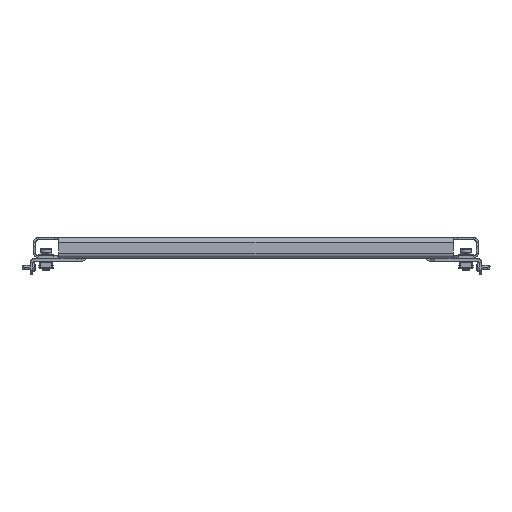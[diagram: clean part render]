
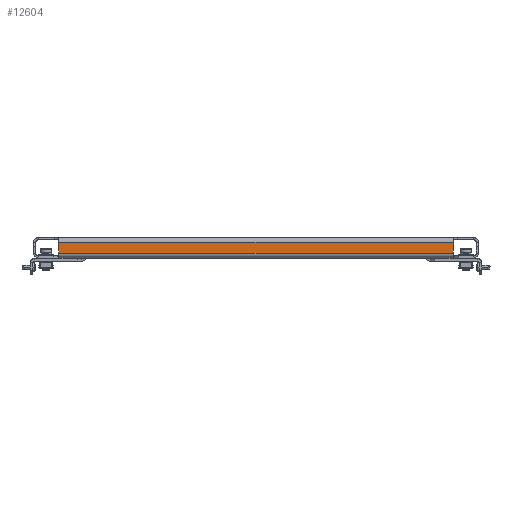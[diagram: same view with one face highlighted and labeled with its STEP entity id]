
A CAD part, front view. The second image highlights one B-rep face of the part: STEP entity #12604.
In plain terms, the highlighted planar face has unit normal (0, -1, 0).
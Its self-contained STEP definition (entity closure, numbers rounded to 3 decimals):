
#79 = CARTESIAN_POINT ( 'NONE',  ( 221.5, -299.5, -3. ) ) ;
#647 = DIRECTION ( 'NONE',  ( 0., 1., 0. ) ) ;
#1307 = ORIENTED_EDGE ( 'NONE', *, *, #5929, .T. ) ;
#1636 = PLANE ( 'NONE',  #8289 ) ;
#1983 = VECTOR ( 'NONE', #10717, 1000. ) ;
#1999 = LINE ( 'NONE', #6113, #5531 ) ;
#2227 = ORIENTED_EDGE ( 'NONE', *, *, #7487, .F. ) ;
#2727 = EDGE_CURVE ( 'NONE', #3091, #12258, #8112, .T. ) ;
#3091 = VERTEX_POINT ( 'NONE', #6419 ) ;
#3569 = LINE ( 'NONE', #10373, #4865 ) ;
#4393 = LINE ( 'NONE', #7612, #1983 ) ;
#4865 = VECTOR ( 'NONE', #7325, 1000. ) ;
#5531 = VECTOR ( 'NONE', #12392, 1000. ) ;
#5703 = DIRECTION ( 'NONE',  ( 0., 0., 1. ) ) ;
#5929 = EDGE_CURVE ( 'NONE', #6655, #3091, #1999, .T. ) ;
#6032 = DIRECTION ( 'NONE',  ( 0., 0., 1. ) ) ;
#6113 = CARTESIAN_POINT ( 'NONE',  ( -221.5, -299.5, -15. ) ) ;
#6419 = CARTESIAN_POINT ( 'NONE',  ( 221.5, -299.5, -15. ) ) ;
#6655 = VERTEX_POINT ( 'NONE', #10733 ) ;
#6897 = CARTESIAN_POINT ( 'NONE',  ( 221.5, -299.5, 0. ) ) ;
#7325 = DIRECTION ( 'NONE',  ( 0., 0., -1. ) ) ;
#7487 = EDGE_CURVE ( 'NONE', #8646, #12258, #4393, .T. ) ;
#7612 = CARTESIAN_POINT ( 'NONE',  ( 221.5, -299.5, -3. ) ) ;
#8112 = LINE ( 'NONE', #6897, #8439 ) ;
#8289 = AXIS2_PLACEMENT_3D ( 'NONE', #8686, #647, #5703 ) ;
#8439 = VECTOR ( 'NONE', #6032, 1000. ) ;
#8442 = EDGE_CURVE ( 'NONE', #8646, #6655, #3569, .T. ) ;
#8646 = VERTEX_POINT ( 'NONE', #9263 ) ;
#8686 = CARTESIAN_POINT ( 'NONE',  ( 0., -299.5, 0. ) ) ;
#8748 = FACE_OUTER_BOUND ( 'NONE', #11387, .T. ) ;
#9071 = ORIENTED_EDGE ( 'NONE', *, *, #8442, .T. ) ;
#9072 = ORIENTED_EDGE ( 'NONE', *, *, #2727, .T. ) ;
#9263 = CARTESIAN_POINT ( 'NONE',  ( -221.5, -299.5, -3. ) ) ;
#10373 = CARTESIAN_POINT ( 'NONE',  ( -221.5, -299.5, 0. ) ) ;
#10717 = DIRECTION ( 'NONE',  ( 1., 0., 0. ) ) ;
#10733 = CARTESIAN_POINT ( 'NONE',  ( -221.5, -299.5, -15. ) ) ;
#11387 = EDGE_LOOP ( 'NONE', ( #1307, #9072, #2227, #9071 ) ) ;
#12258 = VERTEX_POINT ( 'NONE', #79 ) ;
#12392 = DIRECTION ( 'NONE',  ( 1., 0., 0. ) ) ;
#12604 = ADVANCED_FACE ( 'NONE', ( #8748 ), #1636, .F. ) ;
